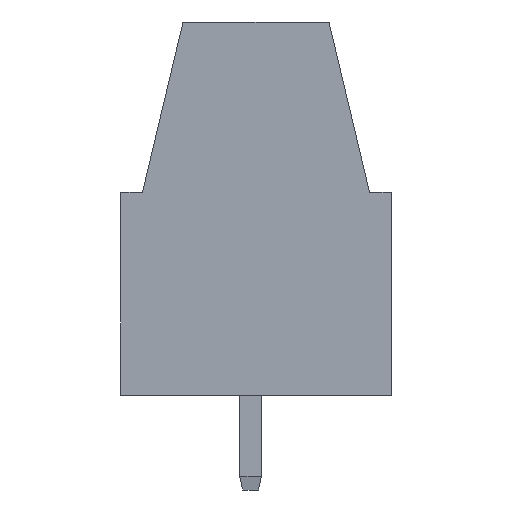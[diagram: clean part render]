
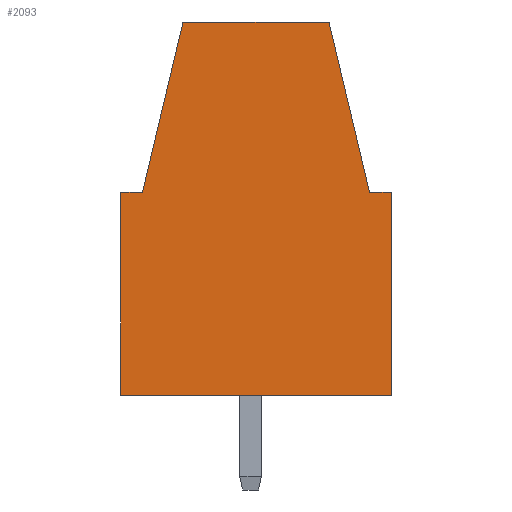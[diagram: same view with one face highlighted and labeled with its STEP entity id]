
A CAD part, left-side view. The second image highlights one B-rep face of the part: STEP entity #2093.
In plain terms, the highlighted planar face has unit normal (-1, 0, 0).
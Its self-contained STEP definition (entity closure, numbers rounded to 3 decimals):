
#2093 = ADVANCED_FACE('',(#2094),#2160,.T.);
#2094 = FACE_BOUND('',#2095,.T.);
#2095 = EDGE_LOOP('',(#2096,#2106,#2114,#2122,#2130,#2138,#2146,#2154));
#2096 = ORIENTED_EDGE('',*,*,#2097,.T.);
#2097 = EDGE_CURVE('',#2098,#2100,#2102,.T.);
#2098 = VERTEX_POINT('',#2099);
#2099 = CARTESIAN_POINT('',(-2.55,2.5,13.85));
#2100 = VERTEX_POINT('',#2101);
#2101 = CARTESIAN_POINT('',(-2.55,4.,7.55));
#2102 = LINE('',#2103,#2104);
#2103 = CARTESIAN_POINT('',(-2.55,2.5,13.85));
#2104 = VECTOR('',#2105,1.);
#2105 = DIRECTION('',(0.,0.232,-0.973
    ));
#2106 = ORIENTED_EDGE('',*,*,#2107,.F.);
#2107 = EDGE_CURVE('',#2108,#2100,#2110,.T.);
#2108 = VERTEX_POINT('',#2109);
#2109 = CARTESIAN_POINT('',(-2.55,4.8,7.55));
#2110 = LINE('',#2111,#2112);
#2111 = CARTESIAN_POINT('',(-2.55,4.,7.55));
#2112 = VECTOR('',#2113,1.);
#2113 = DIRECTION('',(0.,-1.,0.));
#2114 = ORIENTED_EDGE('',*,*,#2115,.T.);
#2115 = EDGE_CURVE('',#2108,#2116,#2118,.T.);
#2116 = VERTEX_POINT('',#2117);
#2117 = CARTESIAN_POINT('',(-2.55,4.8,0.05));
#2118 = LINE('',#2119,#2120);
#2119 = CARTESIAN_POINT('',(-2.55,4.8,7.55));
#2120 = VECTOR('',#2121,1.);
#2121 = DIRECTION('',(0.,0.,-1.));
#2122 = ORIENTED_EDGE('',*,*,#2123,.T.);
#2123 = EDGE_CURVE('',#2116,#2124,#2126,.T.);
#2124 = VERTEX_POINT('',#2125);
#2125 = CARTESIAN_POINT('',(-2.55,-5.2,0.05));
#2126 = LINE('',#2127,#2128);
#2127 = CARTESIAN_POINT('',(-2.55,4.8,0.05));
#2128 = VECTOR('',#2129,1.);
#2129 = DIRECTION('',(0.,-1.,0.));
#2130 = ORIENTED_EDGE('',*,*,#2131,.T.);
#2131 = EDGE_CURVE('',#2124,#2132,#2134,.T.);
#2132 = VERTEX_POINT('',#2133);
#2133 = CARTESIAN_POINT('',(-2.55,-5.2,7.55));
#2134 = LINE('',#2135,#2136);
#2135 = CARTESIAN_POINT('',(-2.55,-5.2,7.55));
#2136 = VECTOR('',#2137,1.);
#2137 = DIRECTION('',(0.,0.,1.));
#2138 = ORIENTED_EDGE('',*,*,#2139,.F.);
#2139 = EDGE_CURVE('',#2140,#2132,#2142,.T.);
#2140 = VERTEX_POINT('',#2141);
#2141 = CARTESIAN_POINT('',(-2.55,-4.4,7.55));
#2142 = LINE('',#2143,#2144);
#2143 = CARTESIAN_POINT('',(-2.55,-4.4,7.55));
#2144 = VECTOR('',#2145,1.);
#2145 = DIRECTION('',(0.,-1.,0.));
#2146 = ORIENTED_EDGE('',*,*,#2147,.T.);
#2147 = EDGE_CURVE('',#2140,#2148,#2150,.T.);
#2148 = VERTEX_POINT('',#2149);
#2149 = CARTESIAN_POINT('',(-2.55,-2.9,13.85));
#2150 = LINE('',#2151,#2152);
#2151 = CARTESIAN_POINT('',(-2.55,-4.4,7.55));
#2152 = VECTOR('',#2153,1.);
#2153 = DIRECTION('',(0.,0.232,0.973)
  );
#2154 = ORIENTED_EDGE('',*,*,#2155,.T.);
#2155 = EDGE_CURVE('',#2148,#2098,#2156,.T.);
#2156 = LINE('',#2157,#2158);
#2157 = CARTESIAN_POINT('',(-2.55,4.8,13.85));
#2158 = VECTOR('',#2159,1.);
#2159 = DIRECTION('',(0.,1.,0.));
#2160 = PLANE('',#2161);
#2161 = AXIS2_PLACEMENT_3D('',#2162,#2163,#2164);
#2162 = CARTESIAN_POINT('',(-2.55,4.8,7.55));
#2163 = DIRECTION('',(-1.,0.,0.));
#2164 = DIRECTION('',(0.,-1.,0.));
